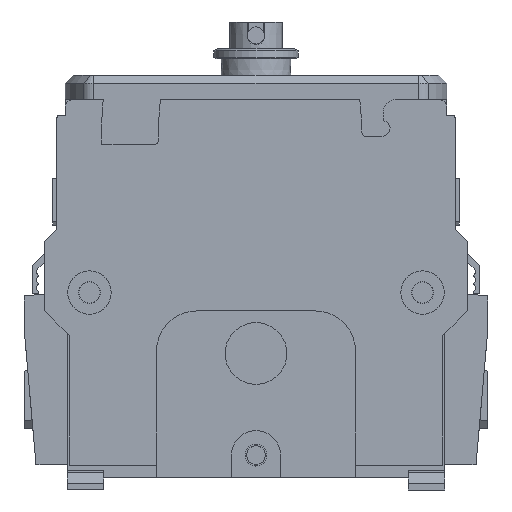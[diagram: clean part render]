
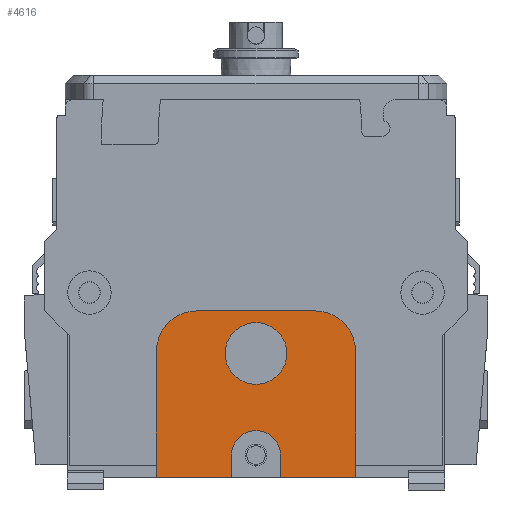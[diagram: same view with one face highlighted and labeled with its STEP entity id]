
A CAD part, front view. The second image highlights one B-rep face of the part: STEP entity #4616.
In plain terms, the highlighted planar face has unit normal (0, -1, 0).
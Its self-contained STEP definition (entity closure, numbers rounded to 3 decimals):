
#4616=ADVANCED_FACE('',(#7073,#7074),#6307,.F.);
#6307=PLANE('',#48861);
#7073=FACE_BOUND('',#9061,.T.);
#7074=FACE_BOUND('',#9062,.T.);
#9061=EDGE_LOOP('',(#19665,#19666,#19667,#19668,#19669,#19670,#19671,#19672,
#19673,#19674,#19675,#19676));
#9062=EDGE_LOOP('',(#19677));
#10358=CIRCLE('',#48834,7.6);
#10361=CIRCLE('',#48858,10.);
#10362=CIRCLE('',#48859,10.);
#10363=CIRCLE('',#48860,6.);
#19665=ORIENTED_EDGE('',*,*,#33277,.T.);
#19666=ORIENTED_EDGE('',*,*,#33278,.T.);
#19667=ORIENTED_EDGE('',*,*,#33270,.T.);
#19668=ORIENTED_EDGE('',*,*,#33279,.T.);
#19669=ORIENTED_EDGE('',*,*,#33280,.F.);
#19670=ORIENTED_EDGE('',*,*,#33281,.T.);
#19671=ORIENTED_EDGE('',*,*,#33282,.F.);
#19672=ORIENTED_EDGE('',*,*,#33283,.T.);
#19673=ORIENTED_EDGE('',*,*,#33284,.T.);
#19674=ORIENTED_EDGE('',*,*,#33285,.T.);
#19675=ORIENTED_EDGE('',*,*,#33286,.T.);
#19676=ORIENTED_EDGE('',*,*,#33287,.T.);
#19677=ORIENTED_EDGE('',*,*,#33179,.T.);
#26474=VERTEX_POINT('',#77176);
#26554=VERTEX_POINT('',#77364);
#26555=VERTEX_POINT('',#77366);
#26561=VERTEX_POINT('',#77386);
#26562=VERTEX_POINT('',#77387);
#26563=VERTEX_POINT('',#77390);
#26564=VERTEX_POINT('',#77392);
#26565=VERTEX_POINT('',#77394);
#26566=VERTEX_POINT('',#77396);
#26567=VERTEX_POINT('',#77398);
#26568=VERTEX_POINT('',#77400);
#26569=VERTEX_POINT('',#77402);
#26570=VERTEX_POINT('',#77404);
#33179=EDGE_CURVE('',#26474,#26474,#10358,.T.);
#33270=EDGE_CURVE('',#26555,#26554,#39356,.T.);
#33277=EDGE_CURVE('',#26561,#26562,#39359,.T.);
#33278=EDGE_CURVE('',#26562,#26555,#39360,.T.);
#33279=EDGE_CURVE('',#26554,#26563,#39361,.T.);
#33280=EDGE_CURVE('',#26564,#26563,#10361,.T.);
#33281=EDGE_CURVE('',#26564,#26565,#39362,.T.);
#33282=EDGE_CURVE('',#26566,#26565,#10362,.T.);
#33283=EDGE_CURVE('',#26566,#26567,#39363,.T.);
#33284=EDGE_CURVE('',#26567,#26568,#39364,.T.);
#33285=EDGE_CURVE('',#26568,#26569,#39365,.T.);
#33286=EDGE_CURVE('',#26569,#26570,#39366,.T.);
#33287=EDGE_CURVE('',#26570,#26561,#10363,.T.);
#39356=LINE('',#77365,#45191);
#39359=LINE('',#77385,#45194);
#39360=LINE('',#77388,#45195);
#39361=LINE('',#77389,#45196);
#39362=LINE('',#77393,#45197);
#39363=LINE('',#77397,#45198);
#39364=LINE('',#77399,#45199);
#39365=LINE('',#77401,#45200);
#39366=LINE('',#77403,#45201);
#45191=VECTOR('',#58659,1.);
#45194=VECTOR('',#58672,1.);
#45195=VECTOR('',#58673,1.);
#45196=VECTOR('',#58674,1.);
#45197=VECTOR('',#58677,1.);
#45198=VECTOR('',#58680,1.);
#45199=VECTOR('',#58681,1.);
#45200=VECTOR('',#58682,1.);
#45201=VECTOR('',#58683,1.);
#48834=AXIS2_PLACEMENT_3D('',#77175,#58531,#58532);
#48858=AXIS2_PLACEMENT_3D('',#77391,#58675,#58676);
#48859=AXIS2_PLACEMENT_3D('',#77395,#58678,#58679);
#48860=AXIS2_PLACEMENT_3D('',#77405,#58684,#58685);
#48861=AXIS2_PLACEMENT_3D('',#77406,#58686,#58687);
#58531=DIRECTION('',(0.,1.,0.));
#58532=DIRECTION('',(-1.,0.,0.));
#58659=DIRECTION('',(0.,0.,1.));
#58672=DIRECTION('',(0.,0.,-1.));
#58673=DIRECTION('',(1.,0.,0.));
#58674=DIRECTION('',(0.,0.,1.));
#58675=DIRECTION('',(0.,1.,0.));
#58676=DIRECTION('',(0.707,0.,0.707));
#58677=DIRECTION('',(-1.,0.,0.));
#58678=DIRECTION('',(0.,1.,0.));
#58679=DIRECTION('',(-0.707,0.,0.707));
#58680=DIRECTION('',(0.,0.,-1.));
#58681=DIRECTION('',(0.,0.,-1.));
#58682=DIRECTION('',(1.,0.,0.));
#58683=DIRECTION('',(0.,0.,1.));
#58684=DIRECTION('',(0.,1.,0.));
#58685=DIRECTION('',(-1.,0.,0.));
#58686=DIRECTION('',(0.,1.,0.));
#58687=DIRECTION('',(-1.,0.,0.));
#77175=CARTESIAN_POINT('',(0.,-93.,0.));
#77176=CARTESIAN_POINT('',(7.6,-93.,0.));
#77364=CARTESIAN_POINT('',(24.5,-93.,-27.5));
#77365=CARTESIAN_POINT('',(24.5,-93.,4.));
#77366=CARTESIAN_POINT('',(24.5,-93.,-30.5));
#77385=CARTESIAN_POINT('',(6.,-93.,-13.75));
#77386=CARTESIAN_POINT('',(6.,-93.,-25.));
#77387=CARTESIAN_POINT('',(6.,-93.,-30.5));
#77388=CARTESIAN_POINT('',(-46.5,-93.,-30.5));
#77389=CARTESIAN_POINT('',(24.5,-93.,4.));
#77390=CARTESIAN_POINT('',(24.5,-93.,0.5));
#77391=CARTESIAN_POINT('',(14.5,-93.,0.5));
#77392=CARTESIAN_POINT('',(14.5,-93.,10.5));
#77393=CARTESIAN_POINT('',(-12.25,-93.,10.5));
#77394=CARTESIAN_POINT('',(-14.5,-93.,10.5));
#77395=CARTESIAN_POINT('',(-14.5,-93.,0.5));
#77396=CARTESIAN_POINT('',(-24.5,-93.,0.5));
#77397=CARTESIAN_POINT('',(-24.5,-93.,-16.5));
#77398=CARTESIAN_POINT('',(-24.5,-93.,-27.5));
#77399=CARTESIAN_POINT('',(-24.5,-93.,-16.5));
#77400=CARTESIAN_POINT('',(-24.5,-93.,-30.5));
#77401=CARTESIAN_POINT('',(-46.5,-93.,-30.5));
#77402=CARTESIAN_POINT('',(-6.,-93.,-30.5));
#77403=CARTESIAN_POINT('',(-6.,-93.,-16.5));
#77404=CARTESIAN_POINT('',(-6.,-93.,-25.));
#77405=CARTESIAN_POINT('',(0.,-93.,-25.));
#77406=CARTESIAN_POINT('',(0.,-93.,-2.5));
